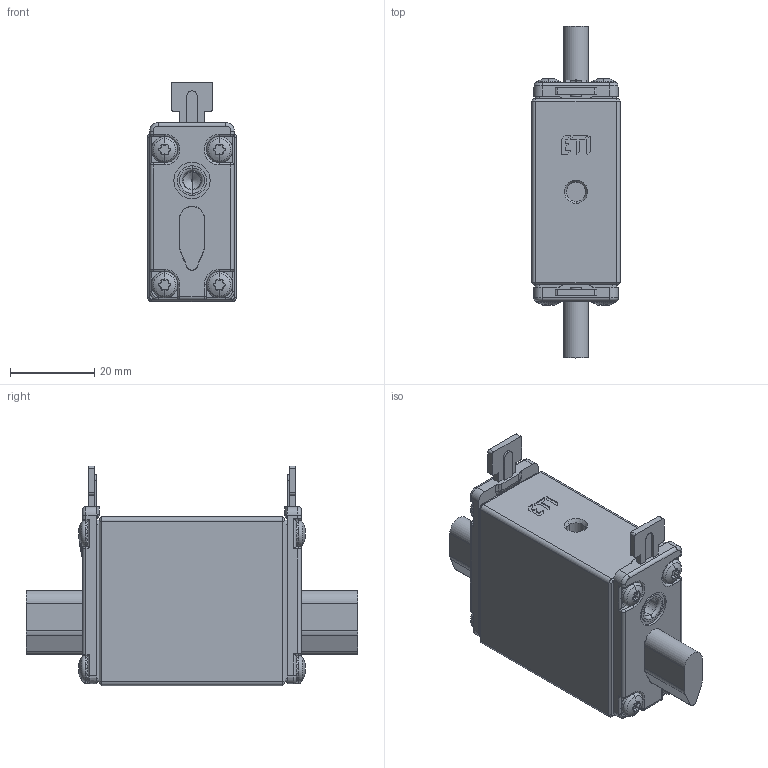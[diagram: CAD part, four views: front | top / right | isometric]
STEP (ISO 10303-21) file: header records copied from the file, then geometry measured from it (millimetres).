
FILE_DESCRIPTION((''),'2;1');
FILE_NAME('NH000_I_ASM','2021-08-10T',('said.beganovic'),('Audax d.o.o.'),'CREO PARAMETRIC BY PTC INC, 2017020','CREO PARAMETRIC BY PTC INC, 2017020','');
FILE_SCHEMA(('AUTOMOTIVE_DESIGN { 1 0 10303 214 1 1 1 1 }'));
Length unit declared in the file: millimetre
Products named in the file (19): 0000002578_1; 0000055320_1; 0000055322_1; 0000055332_1; 0000055324_ASM_1_ASM; 0000003936_1; 0000055328_AF0_1; 0000055318_ASM_1_ASM; 0000055325_1; 0000055326_ASM_1_ASM; 0000055330_AF0_1; 0000055317_ASM_1_ASM; 0000002790_1; 0000031297_1; 0000002596_1_1; 0000002596_1_2; 0000002596_1_ASM; 0000055321_ASM_1_ASM; NH000_I_ASM
Assembly tree (28 placements, depth 4):
  NH000_I_ASM
    0000055321_ASM_1_ASM
      0000002578_1
      0000055320_1  x2
      0000055324_ASM_1_ASM
        0000055322_1
        0000055332_1
      0000055318_ASM_1_ASM
        0000003936_1
        0000055328_AF0_1
      0000055326_ASM_1_ASM
        0000055325_1
        0000055332_1
      0000055317_ASM_1_ASM
        0000003936_1
        0000055330_AF0_1
      0000002790_1
      0000031297_1  x8
      0000002596_1_ASM
        0000002596_1_1
        0000002596_1_2
Bounding box: 21 x 78.6 x 51.95 mm (x, y, z)
Volume: 45132 mm3; surface area: 20748.9 mm2
Topology: 22 solids, 30 shells, 1691 faces, 4546 edges, 2903 vertices
Faces by surface type: plane 717, cylinder 704, torus 114, cone 104, bspline 32, sphere 20
Entity records: 56338 total; most frequent: CARTESIAN_POINT 14488, DIRECTION 5819, ORIENTED_EDGE 5536, EDGE_CURVE 2770, PRESENTATION_STYLE_ASSIGNMENT 2611, STYLED_ITEM 2611, AXIS2_PLACEMENT_3D 2179, VERTEX_POINT 1792
